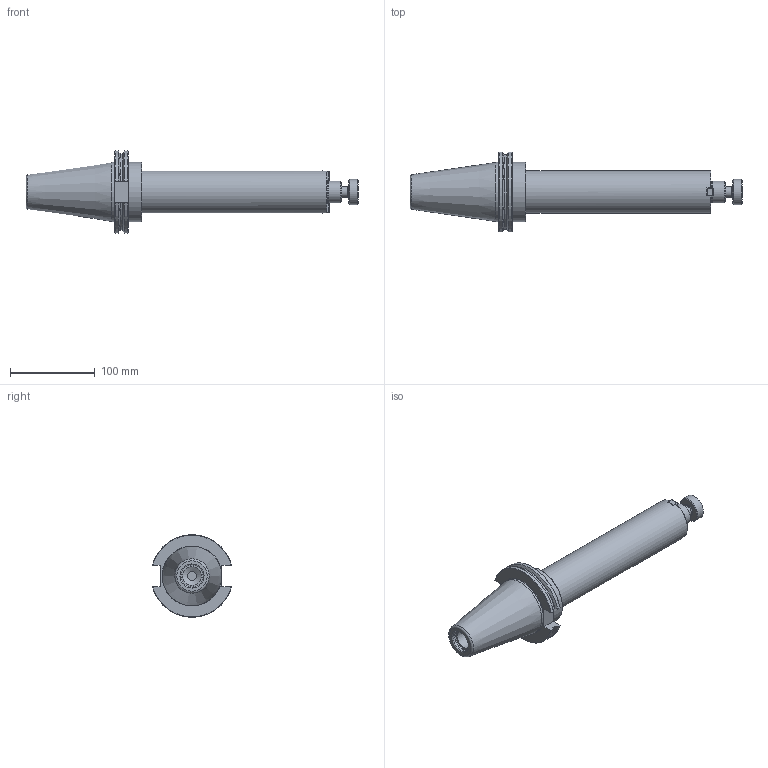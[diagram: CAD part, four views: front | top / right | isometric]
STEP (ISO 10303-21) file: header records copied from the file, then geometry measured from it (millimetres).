
FILE_DESCRIPTION(/* description */ (''),/* implementation_level */ '2;1');
FILE_NAME(/* name */ 'CAT50-SM100-1000.stp',/* time_stamp */ '2019-07-24T11:09:27-05:00',/* author */ ('ldfli'),/* organization */ (''),/* preprocessor_version */ 'ST-DEVELOPER v18',/* originating_system */ 'Autodesk Inventor LT',/* authorisation */ '');
FILE_SCHEMA (('AUTOMOTIVE_DESIGN { 1 0 10303 214 3 1 1 }'));
Length unit declared in the file: millimetre
Products named in the file (1): CAT50-SM100-1000
Bounding box: 392.62 x 94.07 x 97.13 mm (x, y, z)
Volume: 808383.3 mm3; surface area: 97228.6 mm2
Topology: 4 solids, 4 shells, 178 faces, 437 edges, 285 vertices
Faces by surface type: plane 109, cylinder 33, cone 21, torus 15
Full cylindrical faces by diameter (mm): 3.242 x2, 4 x2, 4.5 x2, 7 x2, 8 x2, 10 x1, 10.592 x1, 12.7 x1, 18 x1, 21.971 x1, 24.9 x1, 25.4 x1, 26.2 x1, 26.7 x1, 30 x1, 50 x1, 69.85 x1, 69.857 x1
Entity records: 5366 total; most frequent: CARTESIAN_POINT 1033, DIRECTION 929, ORIENTED_EDGE 870, EDGE_CURVE 435, AXIS2_PLACEMENT_3D 344, VERTEX_POINT 285, LINE 241, VECTOR 241
